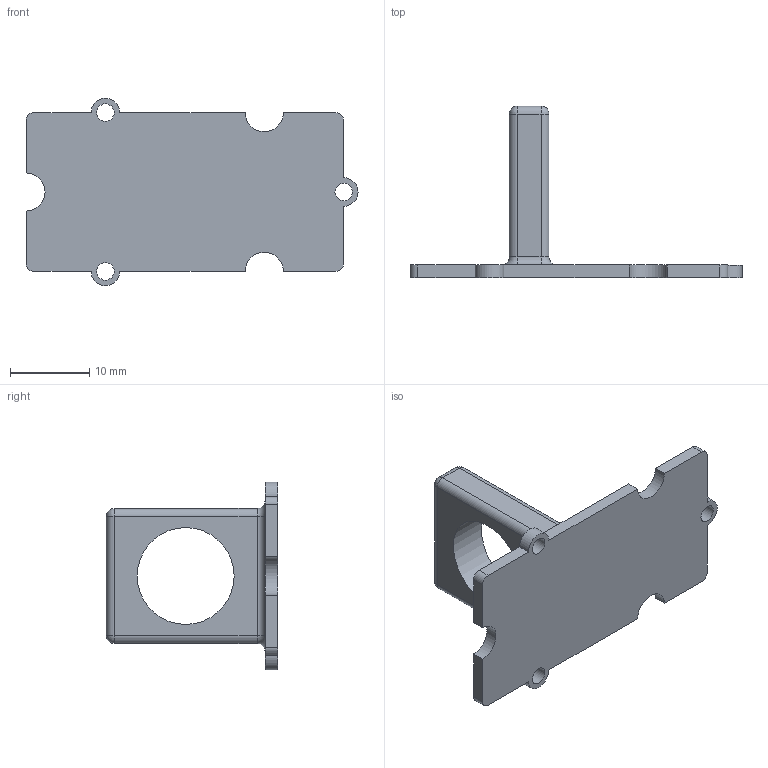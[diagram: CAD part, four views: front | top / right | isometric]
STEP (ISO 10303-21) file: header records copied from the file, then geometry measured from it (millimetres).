
FILE_DESCRIPTION (( 'STEP AP214' ), '1' );
FILE_NAME ('Douille banane support Grove - 1.STEP', '2024-01-16T12:42:47', ( '' ), ( '' ), 'SwSTEP 2.0', 'SolidWorks 2020', '' );
FILE_SCHEMA (( 'AUTOMOTIVE_DESIGN' ));
Length unit declared in the file: millimetre
Products named in the file (1): Douille banane support Grove - 1
Bounding box: 41.8 x 21.6 x 23.6 mm (x, y, z)
Volume: 2340.3 mm3; surface area: 2564.4 mm2
Topology: 1 solids, 1 shells, 51 faces, 129 edges, 77 vertices
Faces by surface type: cylinder 26, plane 17, sphere 4, torus 4
Full cylindrical faces by diameter (mm): 2.2 x3, 12.2 x1
Entity records: 1524 total; most frequent: DIRECTION 280, CARTESIAN_POINT 248, ORIENTED_EDGE 240, EDGE_CURVE 120, AXIS2_PLACEMENT_3D 108, VERTEX_POINT 76, VECTOR 64, EDGE_LOOP 64
